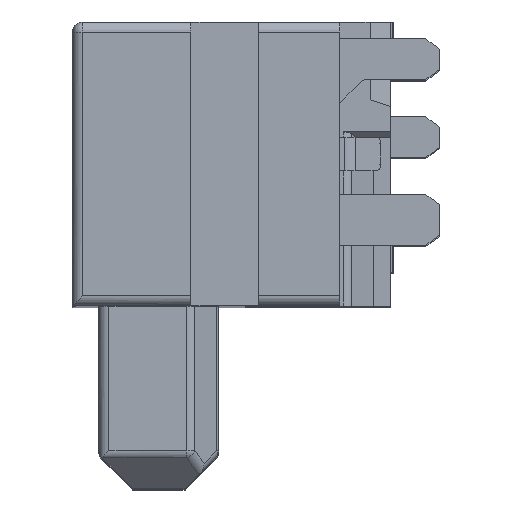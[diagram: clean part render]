
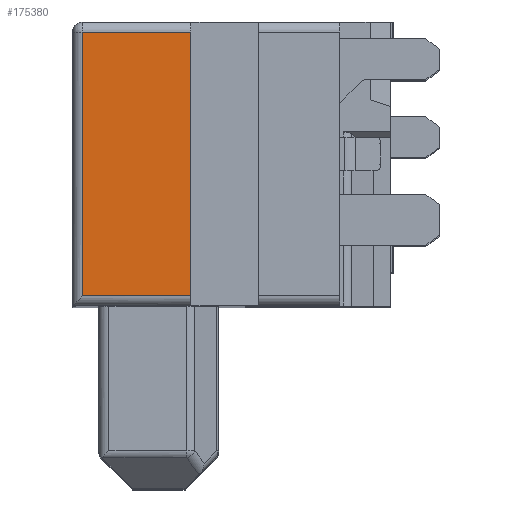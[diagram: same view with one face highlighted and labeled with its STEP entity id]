
A CAD part, top view. The second image highlights one B-rep face of the part: STEP entity #175380.
In plain terms, the highlighted planar face has unit normal (0, 0, 1).
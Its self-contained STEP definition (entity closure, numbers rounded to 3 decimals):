
#63960=CARTESIAN_POINT('',(-6.423,15.72,
13.55));
#63970=DIRECTION('',(0.,-1.,0.));
#63980=VECTOR('',#63970,1.);
#63990=LINE('',#63960,#63980);
#64000=CARTESIAN_POINT('',(-6.423,19.631,13.55)
);
#64010=VERTEX_POINT('',#64000);
#64020=CARTESIAN_POINT('',(-6.423,11.831,13.55)
);
#64030=VERTEX_POINT('',#64020);
#64040=EDGE_CURVE('',#64010,#64030,#63990,.T.);
#95980=CARTESIAN_POINT('',(-3.223,15.72,
13.55));
#95990=DIRECTION('',(0.,1.,0.));
#96000=VECTOR('',#95990,1.);
#96010=LINE('',#95980,#96000);
#96020=CARTESIAN_POINT('',(-3.223,11.831,13.55)
);
#96030=VERTEX_POINT('',#96020);
#96040=CARTESIAN_POINT('',(-3.223,19.631,13.55)
);
#96050=VERTEX_POINT('',#96040);
#96060=EDGE_CURVE('',#96030,#96050,#96010,.T.);
#175170=CARTESIAN_POINT('',(2.077,12.331,13.55));
#175180=DIRECTION('',(0.,0.,-1.));
#175190=DIRECTION('',(-1.,0.,0.));
#175200=AXIS2_PLACEMENT_3D('',#175170,#175180,#175190);
#175210=PLANE('',#175200);
#175220=CARTESIAN_POINT('',(-2.048,19.631,13.55
));
#175230=DIRECTION('',(1.,0.,0.));
#175240=VECTOR('',#175230,1.);
#175250=LINE('',#175220,#175240);
#175260=EDGE_CURVE('',#64010,#96050,#175250,.T.);
#175270=ORIENTED_EDGE('',*,*,#175260,.F.);
#175280=ORIENTED_EDGE('',*,*,#96060,.T.);
#175290=CARTESIAN_POINT('',(-2.048,11.831,13.55
));
#175300=DIRECTION('',(1.,0.,0.));
#175310=VECTOR('',#175300,1.);
#175320=LINE('',#175290,#175310);
#175330=EDGE_CURVE('',#64030,#96030,#175320,.T.);
#175340=ORIENTED_EDGE('',*,*,#175330,.T.);
#175350=ORIENTED_EDGE('',*,*,#64040,.T.);
#175360=EDGE_LOOP('',(#175350,#175340,#175280,#175270));
#175370=FACE_OUTER_BOUND('',#175360,.T.);
#175380=ADVANCED_FACE('',(#175370),#175210,.F.);
